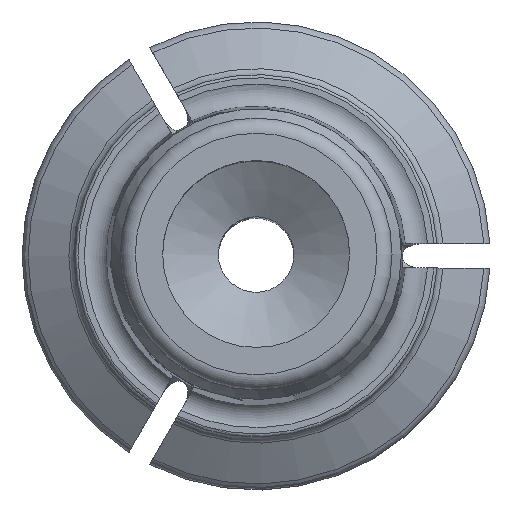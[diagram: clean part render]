
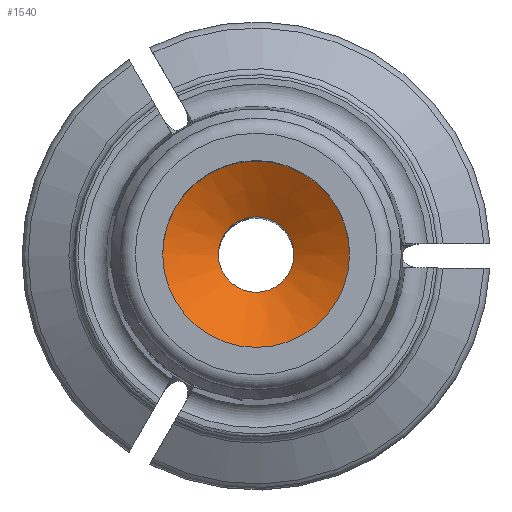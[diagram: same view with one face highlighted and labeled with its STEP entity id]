
A CAD part, top view. The second image highlights one B-rep face of the part: STEP entity #1540.
In plain terms, the highlighted conical face has half-angle 60 degrees and reference radius 3.094 mm.
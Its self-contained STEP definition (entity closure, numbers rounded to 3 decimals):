
#178=CONICAL_SURFACE('',#1662,3.094,1.047);
#436=ORIENTED_EDGE('',*,*,#706,.F.);
#437=ORIENTED_EDGE('',*,*,#711,.F.);
#706=EDGE_CURVE('',#836,#836,#903,.T.);
#711=EDGE_CURVE('',#839,#839,#904,.T.);
#836=VERTEX_POINT('',#2450);
#839=VERTEX_POINT('',#2473);
#903=CIRCLE('',#1661,1.25);
#904=CIRCLE('',#1663,3.094);
#960=EDGE_LOOP('',(#436));
#961=EDGE_LOOP('',(#437));
#1032=FACE_BOUND('',#960,.T.);
#1033=FACE_BOUND('',#961,.T.);
#1540=ADVANCED_FACE('',(#1032,#1033),#178,.F.);
#1661=AXIS2_PLACEMENT_3D('',#2449,#1938,#1939);
#1662=AXIS2_PLACEMENT_3D('',#2471,#1942,#1943);
#1663=AXIS2_PLACEMENT_3D('',#2472,#1944,#1945);
#1938=DIRECTION('',(0.,0.,1.));
#1939=DIRECTION('',(1.,0.,0.));
#1942=DIRECTION('',(0.,0.,1.));
#1943=DIRECTION('',(-1.,0.,0.));
#1944=DIRECTION('',(0.,0.,-1.));
#1945=DIRECTION('',(-1.,0.,0.));
#2449=CARTESIAN_POINT('',(0.,0.,28.935));
#2450=CARTESIAN_POINT('',(1.25,0.,28.935));
#2471=CARTESIAN_POINT('',(0.,0.,30.));
#2472=CARTESIAN_POINT('',(0.,0.,30.));
#2473=CARTESIAN_POINT('',(-3.094,0.,30.));
